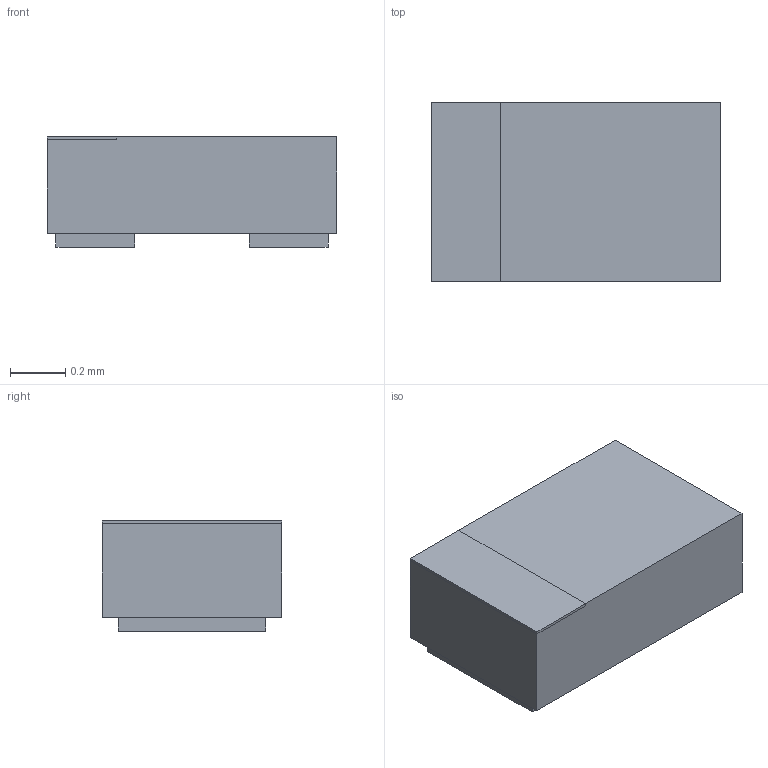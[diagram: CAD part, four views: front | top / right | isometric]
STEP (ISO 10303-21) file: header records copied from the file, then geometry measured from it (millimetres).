
FILE_DESCRIPTION((''),'2;1');
FILE_NAME('DFN100X60X40-2N.stp','2012-03-13T15:57:54',(''),(''),'Mechanical Desktop 2011','Mechanical Desktop 2011',', , ');
FILE_SCHEMA(('AUTOMOTIVE_DESIGN { 1 2 10303 214 1 1 1 1 }'));
Length unit declared in the file: millimetre
Products named in the file (1): Product
Bounding box: 1.05 x 0.65 x 0.4 mm (x, y, z)
Volume: 0.3 mm3; surface area: 3.7 mm2
Topology: 4 solids, 4 shells, 26 faces, 54 edges, 36 vertices
Faces by surface type: bspline 14, plane 12
Entity records: 734 total; most frequent: CARTESIAN_POINT 159, ORIENTED_EDGE 108, DIRECTION 80, VECTOR 54, LINE 54, EDGE_CURVE 54, VERTEX_POINT 36, EDGE_LOOP 26
